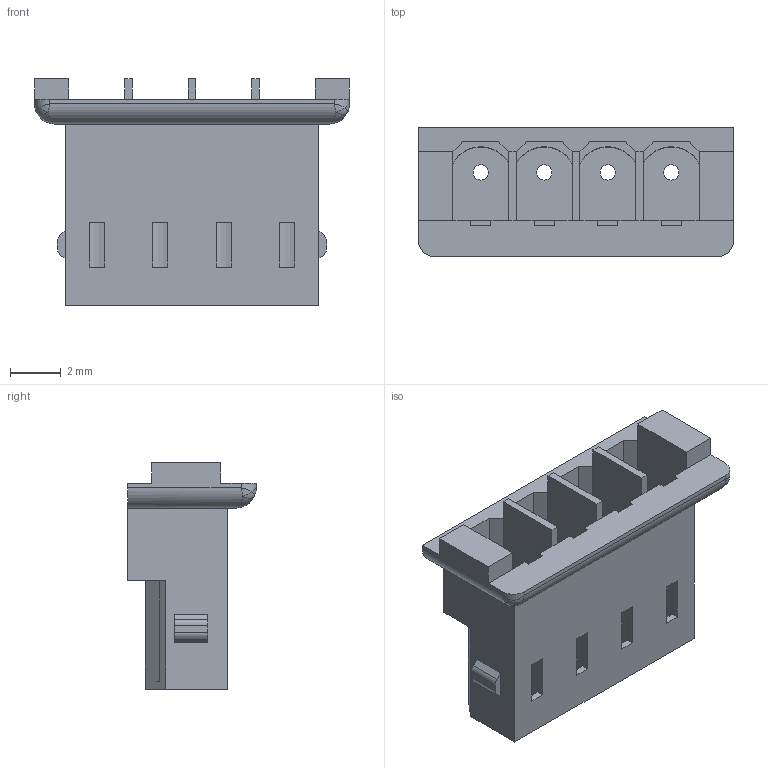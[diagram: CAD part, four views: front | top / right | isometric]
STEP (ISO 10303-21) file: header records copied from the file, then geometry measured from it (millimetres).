
FILE_DESCRIPTION((''),'2;1');
FILE_NAME('2318HM-04','2020-12-03T14:28:04',('User'),(''),'CREO PARAMETRIC BY PTC INC, 2018100','CREO PARAMETRIC BY PTC INC, 2018100','');
FILE_SCHEMA(('CONFIG_CONTROL_DESIGN'));
Length unit declared in the file: millimetre
Products named in the file (1): 2318HM-04
Bounding box: 12.4 x 5.07 x 8.91 mm (x, y, z)
Volume: 113.2 mm3; surface area: 680 mm2
Topology: 1 solids, 1 shells, 158 faces, 426 edges, 272 vertices
Faces by surface type: plane 113, cylinder 29, cone 8, bspline 6, sphere 2
Entity records: 5164 total; most frequent: CARTESIAN_POINT 1130, ORIENTED_EDGE 852, DIRECTION 784, EDGE_CURVE 426, VECTOR 348, LINE 348, VERTEX_POINT 272, AXIS2_PLACEMENT_3D 218
